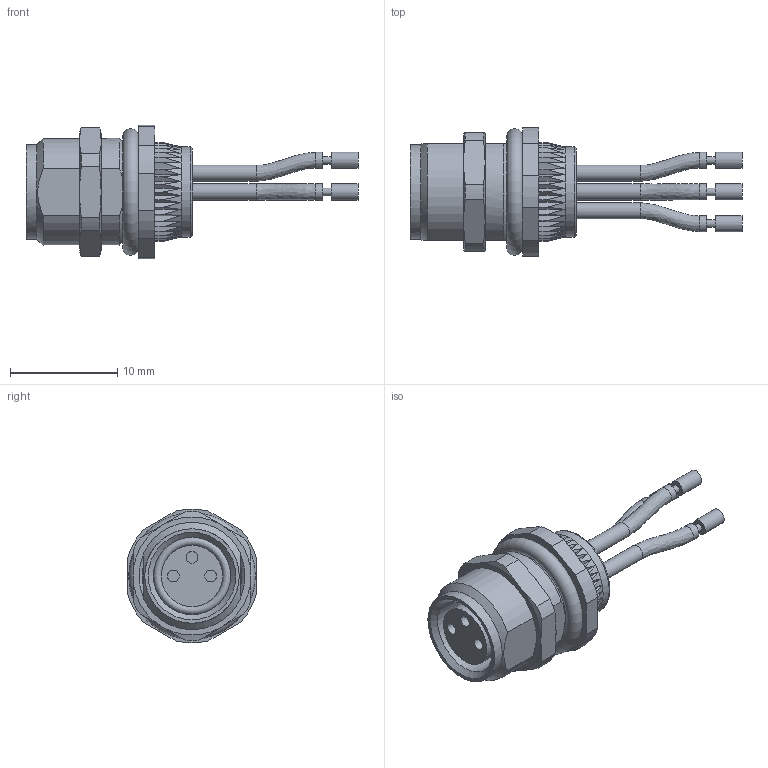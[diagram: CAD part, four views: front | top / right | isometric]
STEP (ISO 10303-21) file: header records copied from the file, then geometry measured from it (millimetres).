
FILE_DESCRIPTION(/* description */ (''),/* implementation_level */ '2;1');
FILE_NAME(/* name */ 'AL-FHM8KUA3-m_M10_stp.stp',/* time_stamp */ '2016-11-23T13:22:51+01:00',/* author */ (''),/* organization */ (''),/* preprocessor_version */ 'ST-DEVELOPER v16',/* originating_system */ 'SIEMENS PLM Software NX 10.0',/* authorisation */ '');
FILE_SCHEMA (('AUTOMOTIVE_DESIGN { 1 0 10303 214 3 1 1 1 }'));
Length unit declared in the file: millimetre
Products named in the file (1): osen076813A039ja
Bounding box: 30.95 x 12 x 12.46 mm (x, y, z)
Volume: 1232.6 mm3; surface area: 1458.9 mm2
Topology: 3 solids, 7 shells, 200 faces, 512 edges, 336 vertices
Faces by surface type: plane 128, cylinder 44, cone 20, torus 5, bspline 3
Full cylindrical faces by diameter (mm): 0.7 x3, 1.1 x3, 1.5 x9, 5.7 x1, 7.2 x1, 8.4 x1, 8.8 x2
Entity records: 6040 total; most frequent: CARTESIAN_POINT 1508, ORIENTED_EDGE 928, DIRECTION 852, EDGE_CURVE 464, VERTEX_POINT 322, AXIS2_PLACEMENT_3D 306, EDGE_LOOP 246, LINE 240
